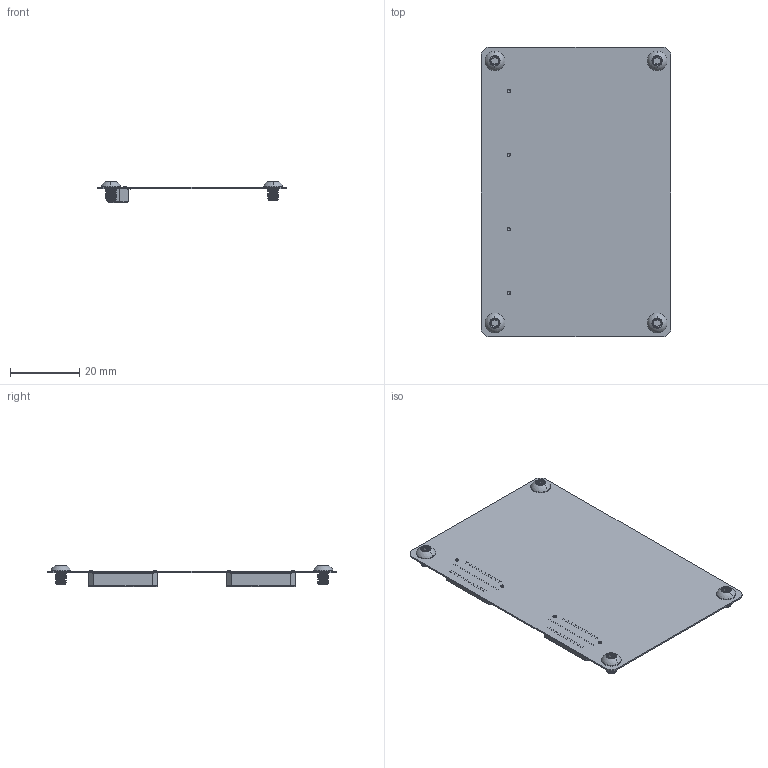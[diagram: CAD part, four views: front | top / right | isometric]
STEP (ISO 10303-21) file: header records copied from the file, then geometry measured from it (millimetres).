
FILE_DESCRIPTION(('Open CASCADE Model'),'2;1');
FILE_NAME('Open CASCADE Shape Model','2022-03-21T20:54:36',('Author'),( 'Open CASCADE'),'Open CASCADE STEP processor 6.8','Open CASCADE 6.8' ,'Unknown');
FILE_SCHEMA(('AUTOMOTIVE_DESIGN { 1 0 10303 214 1 1 1 1 }'));
Length unit declared in the file: millimetre
Products named in the file (14): PCB; Board; Open CASCADE STEP translator 6.8 1.1.1; J2; QTH-020-01-F-D-DP-A; _TQTH-020-01-F-D-DP-A_terminal; _T-1S39-01(-020-01-D-DP)_pin; _T-1G1-01_imp; J1; MP4; 90910A572; MP3; MP2; MP1
Assembly tree (17 placements, depth 4):
  PCB
    Board
      Open CASCADE STEP translator 6.8 1.1.1
    J2
      QTH-020-01-F-D-DP-A
        _TQTH-020-01-F-D-DP-A_terminal
        _T-1S39-01(-020-01-D-DP)_pin
        _T-1G1-01_imp
    J1
      QTH-020-01-F-D-DP-A
        _TQTH-020-01-F-D-DP-A_terminal
        _T-1S39-01(-020-01-D-DP)_pin
        _T-1G1-01_imp
    MP4
      90910A572
    MP3
      90910A572
    MP2
      90910A572
    MP1
      90910A572
Bounding box: 55 x 84 x 6.18 mm (x, y, z)
Volume: 2724.8 mm3; surface area: 12168.4 mm2
Topology: 11 solids, 11 shells, 2570 faces, 7572 edges, 5032 vertices
Faces by surface type: plane 2206, cylinder 304, cone 40, sphere 12, bspline 8
Full cylindrical faces by diameter (mm): 0.889 x4, 1.02 x4
Entity records: 50795 total; most frequent: CARTESIAN_POINT 8697, ORIENTED_EDGE 7604, DIRECTION 6464, EDGE_CURVE 3802, LINE 3552, VECTOR 3552, VERTEX_POINT 2532, AXIS2_PLACEMENT_3D 1456
